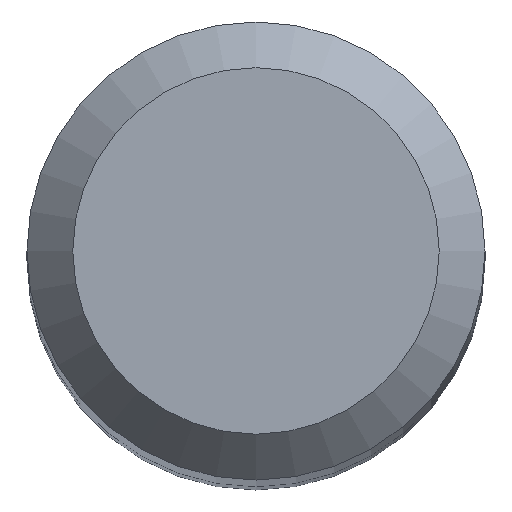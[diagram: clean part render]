
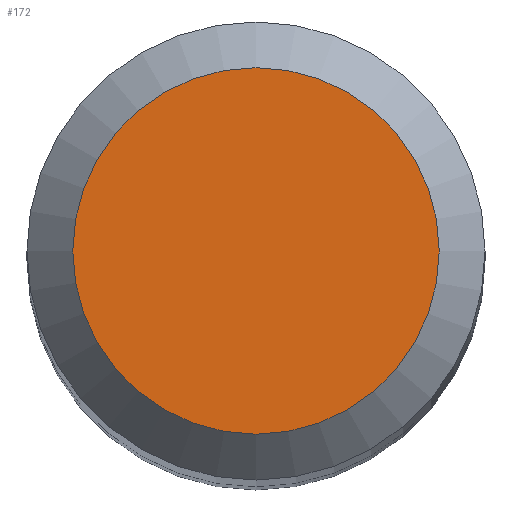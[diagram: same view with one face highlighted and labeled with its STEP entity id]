
A CAD part, top view. The second image highlights one B-rep face of the part: STEP entity #172.
In plain terms, the highlighted planar face has unit normal (0, 0, 1).
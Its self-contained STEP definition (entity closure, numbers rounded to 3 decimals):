
#8 = DIRECTION ( 'NONE',  ( 0., 1., 0. ) ) ;
#12 = CIRCLE ( 'NONE', #42, 2.4 ) ;
#18 = CARTESIAN_POINT ( 'NONE',  ( 0., 0., 75. ) ) ;
#26 = AXIS2_PLACEMENT_3D ( 'NONE', #18, #82, #8 ) ;
#42 = AXIS2_PLACEMENT_3D ( 'NONE', #173, #99, #178 ) ;
#67 = CARTESIAN_POINT ( 'NONE',  ( 0., 2.4, 75. ) ) ;
#82 = DIRECTION ( 'NONE',  ( 0., 0., -1. ) ) ;
#99 = DIRECTION ( 'NONE',  ( 0., 0., -1. ) ) ;
#130 = FACE_OUTER_BOUND ( 'NONE', #164, .T. ) ;
#152 = EDGE_CURVE ( 'NONE', #182, #182, #12, .T. ) ;
#164 = EDGE_LOOP ( 'NONE', ( #183 ) ) ;
#172 = ADVANCED_FACE ( 'NONE', ( #130 ), #176, .F. ) ;
#173 = CARTESIAN_POINT ( 'NONE',  ( 0., 0., 75. ) ) ;
#176 = PLANE ( 'NONE',  #26 ) ;
#178 = DIRECTION ( 'NONE',  ( 0., 1., 0. ) ) ;
#182 = VERTEX_POINT ( 'NONE', #67 ) ;
#183 = ORIENTED_EDGE ( 'NONE', *, *, #152, .F. ) ;
